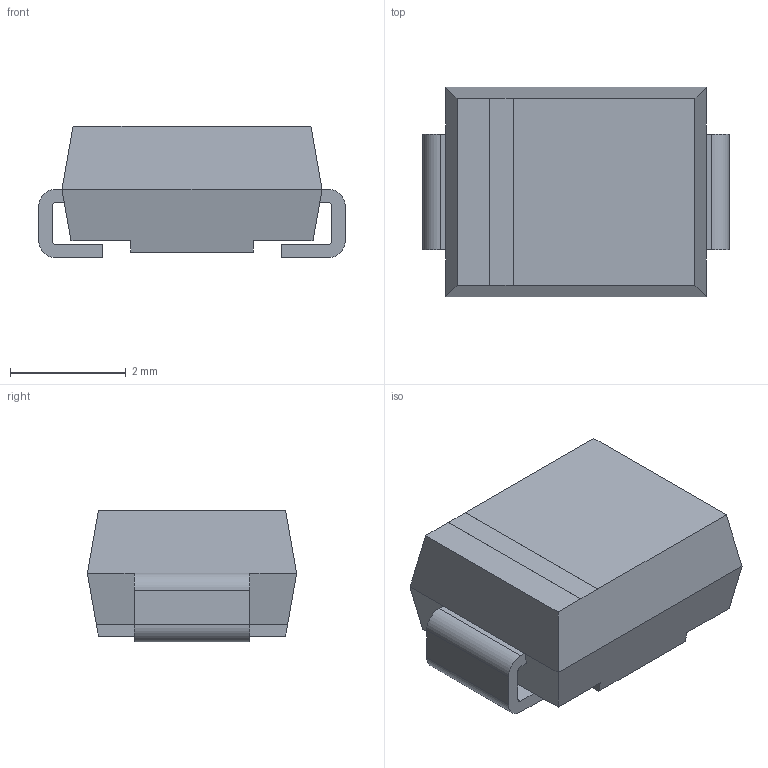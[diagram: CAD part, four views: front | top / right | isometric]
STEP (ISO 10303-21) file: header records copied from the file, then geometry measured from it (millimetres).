
FILE_DESCRIPTION (( 'STEP AP214' ), '1' );
FILE_NAME ('SMB_L4.5-W3.6-LS5.3-RD.STEP', '2021-09-28T13:46:39', ( '' ), ( '' ), 'SwSTEP 2.0', 'SolidWorks 2018', '' );
FILE_SCHEMA (( 'AUTOMOTIVE_DESIGN' ));
Length unit declared in the file: millimetre
Products named in the file (1): SMB_L4.5-W3.6-LS5.3-RD
Bounding box: 5.3 x 3.62 x 2.28 mm (x, y, z)
Volume: 32.8 mm3; surface area: 79.1 mm2
Topology: 1 solids, 1 shells, 103 faces, 274 edges, 180 vertices
Faces by surface type: plane 81, bspline 14, cylinder 8
Entity records: 5007 total; most frequent: CARTESIAN_POINT 1356, ORIENTED_EDGE 548, DIRECTION 442, EDGE_CURVE 274, VECTOR 230, LINE 230, VERTEX_POINT 180, EDGE_LOOP 110
